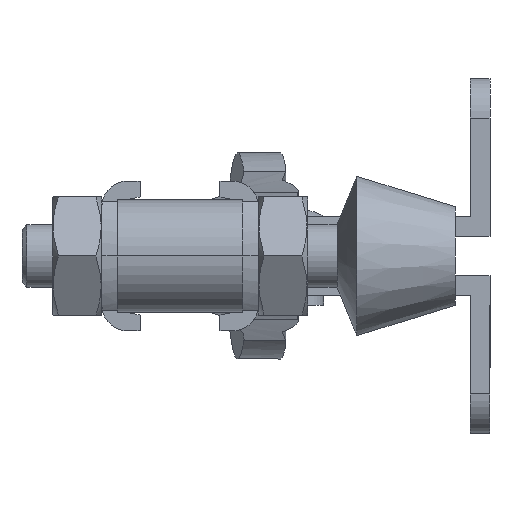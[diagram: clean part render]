
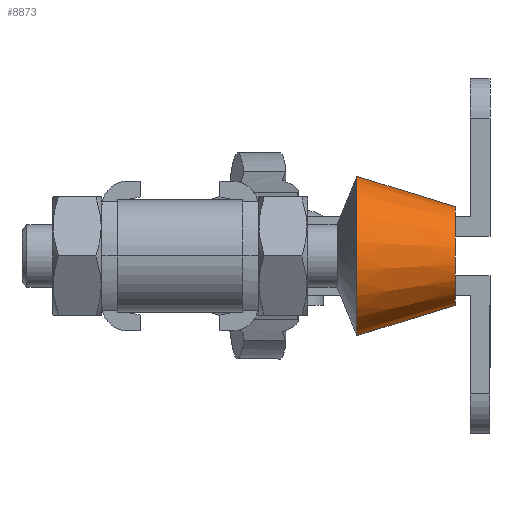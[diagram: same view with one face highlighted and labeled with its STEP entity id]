
A CAD part, left-side view. The second image highlights one B-rep face of the part: STEP entity #8873.
In plain terms, the highlighted conical face has half-angle 17.223 degrees and reference radius 5 mm.
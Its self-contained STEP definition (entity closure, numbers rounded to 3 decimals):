
#724 = EDGE_LOOP ( 'NONE', ( #2156, #7541, #6737, #3544 ) ) ;
#760 = DIRECTION ( 'NONE',  ( 0., -1., 0. ) ) ;
#961 = VECTOR ( 'NONE', #3466, 1000. ) ;
#1445 = DIRECTION ( 'NONE',  ( 0., 1., 0. ) ) ;
#1742 = CARTESIAN_POINT ( 'NONE',  ( -72.272, 13.48, -10.1 ) ) ;
#1866 = VERTEX_POINT ( 'NONE', #6132 ) ;
#2140 = VERTEX_POINT ( 'NONE', #9363 ) ;
#2156 = ORIENTED_EDGE ( 'NONE', *, *, #9506, .F. ) ;
#2280 = DIRECTION ( 'NONE',  ( 0., 0., 1. ) ) ;
#2698 = AXIS2_PLACEMENT_3D ( 'NONE', #5420, #760, #6140 ) ;
#2840 = AXIS2_PLACEMENT_3D ( 'NONE', #6728, #1445, #2280 ) ;
#3107 = CIRCLE ( 'NONE', #2698, 5. ) ;
#3300 = LINE ( 'NONE', #6456, #961 ) ;
#3466 = DIRECTION ( 'NONE',  ( 0., 0.955, 0.296 ) ) ;
#3544 = ORIENTED_EDGE ( 'NONE', *, *, #7363, .T. ) ;
#4011 = CARTESIAN_POINT ( 'NONE',  ( -72.272, 3.48, -7. ) ) ;
#4110 = EDGE_CURVE ( 'NONE', #4731, #2140, #3107, .T. ) ;
#4669 = CARTESIAN_POINT ( 'NONE',  ( -72.272, 13.48, -2. ) ) ;
#4731 = VERTEX_POINT ( 'NONE', #5462 ) ;
#4786 = DIRECTION ( 'NONE',  ( 0., 0.955, -0.296 ) ) ;
#5363 = VERTEX_POINT ( 'NONE', #1742 ) ;
#5417 = DIRECTION ( 'NONE',  ( 0., 0., -1. ) ) ;
#5420 = CARTESIAN_POINT ( 'NONE',  ( -72.272, 3.48, -2. ) ) ;
#5462 = CARTESIAN_POINT ( 'NONE',  ( -72.272, 3.48, 3. ) ) ;
#5528 = EDGE_CURVE ( 'NONE', #4731, #1866, #3300, .T. ) ;
#6132 = CARTESIAN_POINT ( 'NONE',  ( -72.272, 13.48, 6.1 ) ) ;
#6140 = DIRECTION ( 'NONE',  ( 0., 0., -1. ) ) ;
#6456 = CARTESIAN_POINT ( 'NONE',  ( -72.272, 3.48, 3. ) ) ;
#6696 = AXIS2_PLACEMENT_3D ( 'NONE', #4669, #9609, #5417 ) ;
#6728 = CARTESIAN_POINT ( 'NONE',  ( -72.272, 3.48, -2. ) ) ;
#6737 = ORIENTED_EDGE ( 'NONE', *, *, #5528, .T. ) ;
#7160 = CONICAL_SURFACE ( 'NONE', #2840, 5., 0.301 ) ;
#7363 = EDGE_CURVE ( 'NONE', #1866, #5363, #9344, .T. ) ;
#7462 = VECTOR ( 'NONE', #4786, 1000. ) ;
#7541 = ORIENTED_EDGE ( 'NONE', *, *, #4110, .F. ) ;
#8016 = FACE_OUTER_BOUND ( 'NONE', #724, .T. ) ;
#8873 = ADVANCED_FACE ( 'NONE', ( #8016 ), #7160, .T. ) ;
#9344 = CIRCLE ( 'NONE', #6696, 8.1 ) ;
#9363 = CARTESIAN_POINT ( 'NONE',  ( -72.272, 3.48, -7. ) ) ;
#9506 = EDGE_CURVE ( 'NONE', #2140, #5363, #9546, .T. ) ;
#9546 = LINE ( 'NONE', #4011, #7462 ) ;
#9609 = DIRECTION ( 'NONE',  ( 0., -1., 0. ) ) ;
